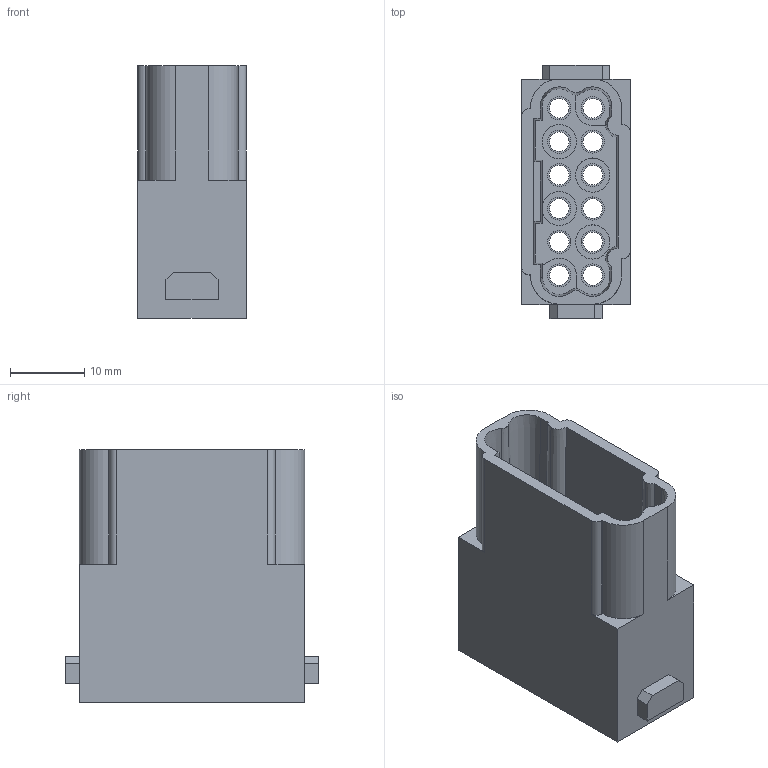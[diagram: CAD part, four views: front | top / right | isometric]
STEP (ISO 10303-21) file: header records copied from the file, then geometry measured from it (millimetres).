
FILE_DESCRIPTION(('HOOPS Exchange Step'),'2;1');
FILE_NAME('export-6AFE8356-4B3B-45C6-9225-862530D611A2.stp','2022-10-04T18:07:21+02:00',('Engineering'),('Alibre'),'HOOPS Exchange 2021.0','Alibre','Unknown authorisation');
FILE_SCHEMA( ('AP242_MANAGED_MODEL_BASED_3D_ENGINEERING_MIM_LF {1 0 10303 442 1 1 4 }') );
Length unit declared in the file: millimetre
Products named in the file (2): 6067-1 Contact insert module - HC-M-12-CT-M - 1414354; 6067 Contact insert module - HC-M-12-CT-M - 1414354
Assembly tree (1 placements, depth 2):
  6067 Contact insert module - HC-M-12-CT-M - 1414354
    6067-1 Contact insert module - HC-M-12-CT-M - 1414354
Bounding box: 14.6 x 34.1 x 34 mm (x, y, z)
Volume: 8053.7 mm3; surface area: 7585.2 mm2
Topology: 1 solids, 1 shells, 193 faces, 505 edges, 333 vertices
Faces by surface type: cylinder 94, plane 65, cone 34
Entity records: 6204 total; most frequent: DIRECTION 1145, CARTESIAN_POINT 1093, ORIENTED_EDGE 1010, EDGE_CURVE 505, AXIS2_PLACEMENT_3D 446, VERTEX_POINT 333, VECTOR 253, LINE 253
